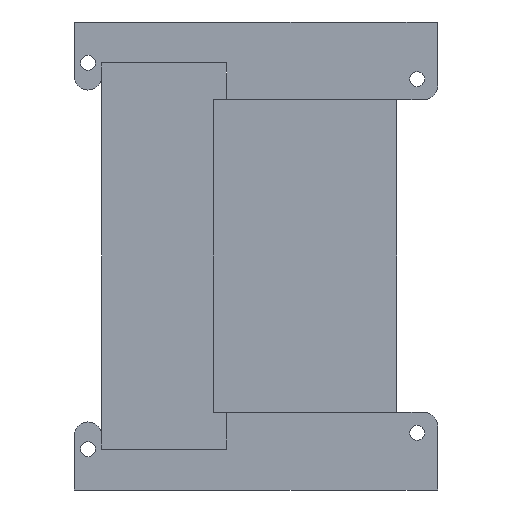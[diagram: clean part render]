
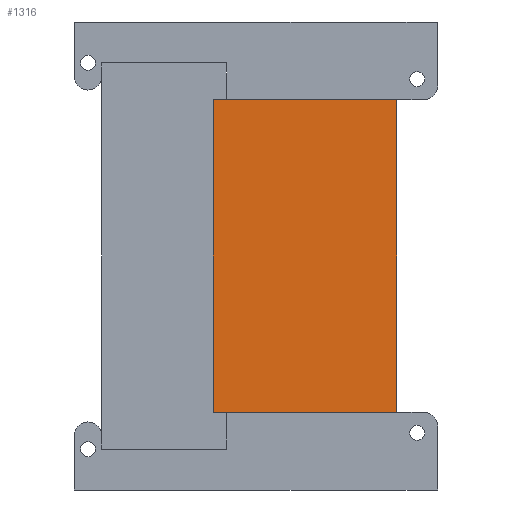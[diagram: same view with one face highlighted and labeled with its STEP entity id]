
A CAD part, front view. The second image highlights one B-rep face of the part: STEP entity #1316.
In plain terms, the highlighted planar face has unit normal (0, -1, 0).
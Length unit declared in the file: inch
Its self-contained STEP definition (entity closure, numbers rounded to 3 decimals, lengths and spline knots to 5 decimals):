
#4 = LINE ( 'NONE', #552, #665 ) ;
#49 = LINE ( 'NONE', #397, #662 ) ;
#63 = CARTESIAN_POINT ( 'NONE',  ( 0.36, 0.42, 1.15 ) ) ;
#70 = AXIS2_PLACEMENT_3D ( 'NONE', #1104, #1125, #716 ) ;
#113 = CARTESIAN_POINT ( 'NONE',  ( 0.36, 0.42, 1.15 ) ) ;
#114 = VECTOR ( 'NONE', #1303, 39.37008 ) ;
#168 = CARTESIAN_POINT ( 'NONE',  ( 0.36, 0.42, -1.15 ) ) ;
#190 = DIRECTION ( 'NONE',  ( 0., 0., -1. ) ) ;
#386 = CARTESIAN_POINT ( 'NONE',  ( 0.36, 0.42, 1.15 ) ) ;
#393 = CARTESIAN_POINT ( 'NONE',  ( 0.36, 0.42, -1.15 ) ) ;
#397 = CARTESIAN_POINT ( 'NONE',  ( 0., 0.42, 1.15 ) ) ;
#535 = VECTOR ( 'NONE', #2346, 39.37008 ) ;
#545 = LINE ( 'NONE', #1651, #2337 ) ;
#552 = CARTESIAN_POINT ( 'NONE',  ( 1.71, 0.42, 1.15 ) ) ;
#604 = EDGE_CURVE ( 'NONE', #2086, #2222, #1793, .T. ) ;
#662 = VECTOR ( 'NONE', #798, 39.37008 ) ;
#665 = VECTOR ( 'NONE', #190, 39.37008 ) ;
#716 = DIRECTION ( 'NONE',  ( 0., 0., -1. ) ) ;
#726 = VERTEX_POINT ( 'NONE', #1153 ) ;
#788 = CARTESIAN_POINT ( 'NONE',  ( 1.71, 0.42, -1.15 ) ) ;
#798 = DIRECTION ( 'NONE',  ( 1., 0., 0. ) ) ;
#823 = ORIENTED_EDGE ( 'NONE', *, *, #2146, .F. ) ;
#948 = ORIENTED_EDGE ( 'NONE', *, *, #1381, .F. ) ;
#961 = CARTESIAN_POINT ( 'NONE',  ( 1.71, 0.42, 1.15 ) ) ;
#1076 = VERTEX_POINT ( 'NONE', #788 ) ;
#1096 = FACE_OUTER_BOUND ( 'NONE', #1256, .T. ) ;
#1104 = CARTESIAN_POINT ( 'NONE',  ( 0., 0.42, 0. ) ) ;
#1125 = DIRECTION ( 'NONE',  ( 0., -1., 0. ) ) ;
#1153 = CARTESIAN_POINT ( 'NONE',  ( 0.45569, 0.42, 1.15 ) ) ;
#1193 = ORIENTED_EDGE ( 'NONE', *, *, #1602, .F. ) ;
#1256 = EDGE_LOOP ( 'NONE', ( #1415, #1193, #1336, #2094, #948, #823 ) ) ;
#1292 = DIRECTION ( 'NONE',  ( 1., 0., 0. ) ) ;
#1303 = DIRECTION ( 'NONE',  ( 1., 0., 0. ) ) ;
#1316 = ADVANCED_FACE ( 'NONE', ( #1096 ), #1679, .T. ) ;
#1336 = ORIENTED_EDGE ( 'NONE', *, *, #2072, .F. ) ;
#1381 = EDGE_CURVE ( 'NONE', #726, #2351, #49, .T. ) ;
#1415 = ORIENTED_EDGE ( 'NONE', *, *, #604, .F. ) ;
#1602 = EDGE_CURVE ( 'NONE', #1076, #2086, #1835, .T. ) ;
#1651 = CARTESIAN_POINT ( 'NONE',  ( 0.36, 0.42, 1.15 ) ) ;
#1679 = PLANE ( 'NONE',  #70 ) ;
#1710 = LINE ( 'NONE', #386, #114 ) ;
#1712 = VERTEX_POINT ( 'NONE', #961 ) ;
#1728 = EDGE_CURVE ( 'NONE', #2351, #1712, #1710, .T. ) ;
#1793 = LINE ( 'NONE', #113, #535 ) ;
#1817 = CARTESIAN_POINT ( 'NONE',  ( 0.90569, 0.42, 1.15 ) ) ;
#1835 = LINE ( 'NONE', #168, #2376 ) ;
#2072 = EDGE_CURVE ( 'NONE', #1712, #1076, #4, .T. ) ;
#2086 = VERTEX_POINT ( 'NONE', #393 ) ;
#2094 = ORIENTED_EDGE ( 'NONE', *, *, #1728, .F. ) ;
#2146 = EDGE_CURVE ( 'NONE', #2222, #726, #545, .T. ) ;
#2181 = DIRECTION ( 'NONE',  ( -1., 0., 0. ) ) ;
#2222 = VERTEX_POINT ( 'NONE', #63 ) ;
#2337 = VECTOR ( 'NONE', #1292, 39.37008 ) ;
#2346 = DIRECTION ( 'NONE',  ( 0., 0., 1. ) ) ;
#2351 = VERTEX_POINT ( 'NONE', #1817 ) ;
#2376 = VECTOR ( 'NONE', #2181, 39.37008 ) ;
